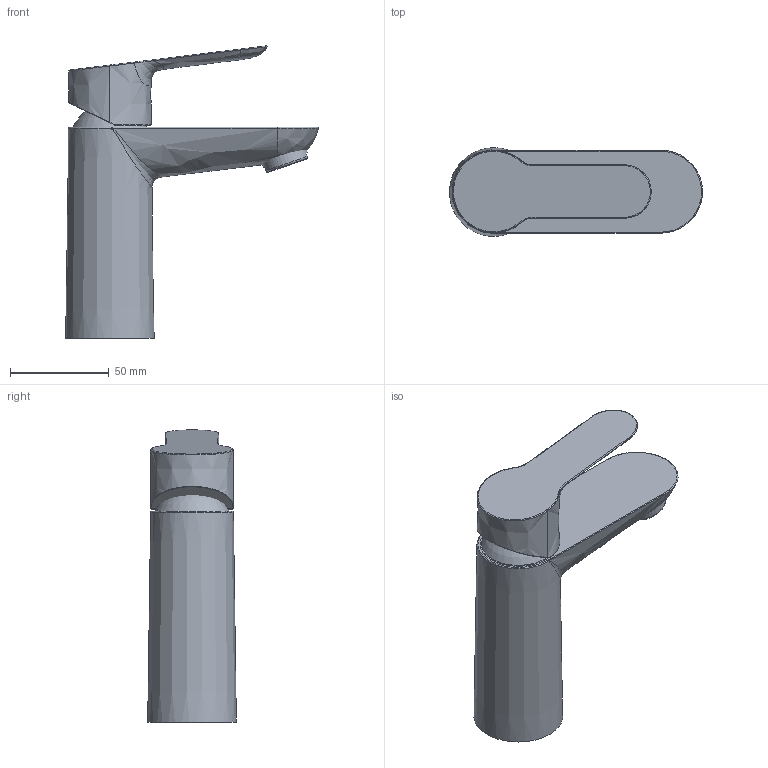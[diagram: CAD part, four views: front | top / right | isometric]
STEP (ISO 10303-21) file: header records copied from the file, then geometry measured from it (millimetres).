
FILE_DESCRIPTION(/* description */ ('Unknown'),/* implementation_level */ '2;1');
FILE_NAME(/* name */ '23344000',/* time_stamp */ '2022-09-09T17:52:29+02:00',/* author */ ('Unknown'),/* organization */ ('GROHE AG'),/* preprocessor_version */ 'ST-DEVELOPER v16.7',/* originating_system */ 'DEX',/* authorisation */ $);
FILE_SCHEMA (('AUTOMOTIVE_DESIGN {1 0 10303 214 3 1 1}'));
Length unit declared in the file: millimetre
Products named in the file (3): 23344000; id11; face1
Assembly tree (2 placements, depth 2):
  23344000
    id11
    face1
Bounding box: 128.29 x 44.97 x 148.16 mm (x, y, z)
Surface area: 37962.9 mm2 (no closed solid volume)
Topology: 0 solids, 5 shells, 61 faces, 152 edges, 93 vertices
Faces by surface type: bspline 37, plane 12, cylinder 5, torus 3, cone 3, sphere 1
Full cylindrical faces by diameter (mm): 6.5 x1, 23.6 x1
Entity records: 4701 total; most frequent: CARTESIAN_POINT 3343, ORIENTED_EDGE 259, EDGE_CURVE 139, B_SPLINE_CURVE_WITH_KNOTS 112, DIRECTION 96, VERTEX_POINT 87, EDGE_LOOP 67, FACE_BOUND 67
